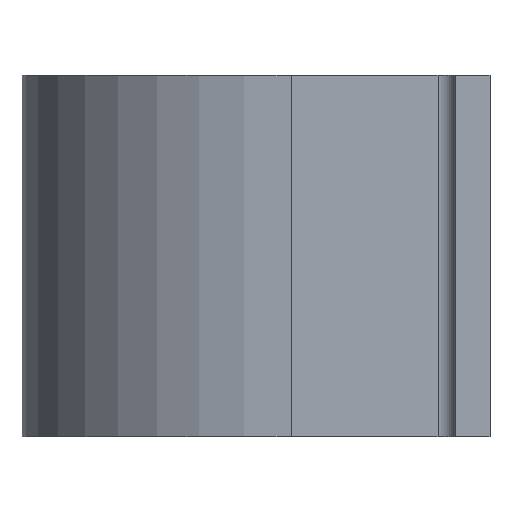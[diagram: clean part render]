
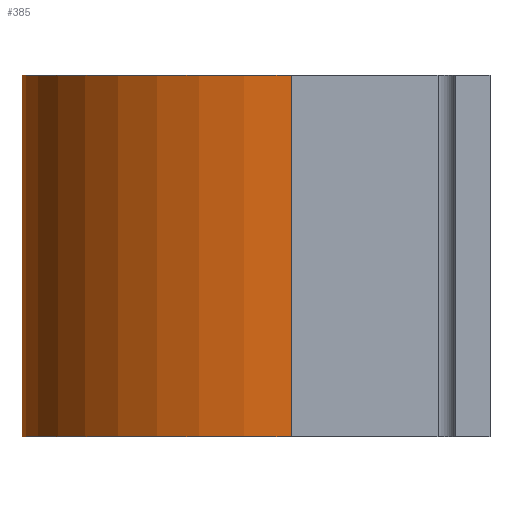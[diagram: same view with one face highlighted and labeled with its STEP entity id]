
A CAD part, left-side view. The second image highlights one B-rep face of the part: STEP entity #385.
In plain terms, the highlighted cylindrical face has radius 11.836 mm (diameter 23.673 mm), a partial arc.
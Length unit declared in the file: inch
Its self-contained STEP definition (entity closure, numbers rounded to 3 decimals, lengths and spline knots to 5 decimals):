
#4 = CARTESIAN_POINT ( 'NONE',  ( 0.721, 0.344, 0.3125 ) ) ;
#9 = CIRCLE ( 'NONE', #308, 0.466 ) ;
#10 = CARTESIAN_POINT ( 'NONE',  ( 0.721, 0.344, 0.3125 ) ) ;
#27 = AXIS2_PLACEMENT_3D ( 'NONE', #125, #51, #450 ) ;
#39 = VECTOR ( 'NONE', #96, 39.37008 ) ;
#49 = LINE ( 'NONE', #4, #39 ) ;
#50 = EDGE_CURVE ( 'NONE', #304, #368, #49, .T. ) ;
#51 = DIRECTION ( 'NONE',  ( 0., 0., -1. ) ) ;
#60 = CARTESIAN_POINT ( 'NONE',  ( 0.721, 0.344, -0.3125 ) ) ;
#61 = CARTESIAN_POINT ( 'NONE',  ( 1.187, 0.344, 0.3125 ) ) ;
#83 = DIRECTION ( 'NONE',  ( 1., 0., 0. ) ) ;
#96 = DIRECTION ( 'NONE',  ( 0., 0., -1. ) ) ;
#109 = EDGE_CURVE ( 'NONE', #304, #313, #9, .T. ) ;
#125 = CARTESIAN_POINT ( 'NONE',  ( 1.187, 0.344, -0.3125 ) ) ;
#127 = DIRECTION ( 'NONE',  ( 0., 0., -1. ) ) ;
#131 = CARTESIAN_POINT ( 'NONE',  ( 1.187, 0.344, 0.3125 ) ) ;
#177 = CYLINDRICAL_SURFACE ( 'NONE', #498, 0.466 ) ;
#191 = FACE_OUTER_BOUND ( 'NONE', #373, .T. ) ;
#194 = ORIENTED_EDGE ( 'NONE', *, *, #50, .F. ) ;
#221 = VECTOR ( 'NONE', #245, 39.37008 ) ;
#228 = LINE ( 'NONE', #531, #221 ) ;
#239 = EDGE_CURVE ( 'NONE', #368, #520, #276, .T. ) ;
#240 = ORIENTED_EDGE ( 'NONE', *, *, #239, .F. ) ;
#245 = DIRECTION ( 'NONE',  ( 0., 0., -1. ) ) ;
#271 = ORIENTED_EDGE ( 'NONE', *, *, #302, .T. ) ;
#276 = CIRCLE ( 'NONE', #27, 0.466 ) ;
#302 = EDGE_CURVE ( 'NONE', #313, #520, #228, .T. ) ;
#304 = VERTEX_POINT ( 'NONE', #10 ) ;
#308 = AXIS2_PLACEMENT_3D ( 'NONE', #131, #127, #83 ) ;
#313 = VERTEX_POINT ( 'NONE', #341 ) ;
#341 = CARTESIAN_POINT ( 'NONE',  ( 1.653, 0.344, 0.3125 ) ) ;
#368 = VERTEX_POINT ( 'NONE', #60 ) ;
#373 = EDGE_LOOP ( 'NONE', ( #240, #194, #379, #271 ) ) ;
#379 = ORIENTED_EDGE ( 'NONE', *, *, #109, .T. ) ;
#385 = ADVANCED_FACE ( 'NONE', ( #191 ), #177, .T. ) ;
#430 = DIRECTION ( 'NONE',  ( -1., 0., 0. ) ) ;
#450 = DIRECTION ( 'NONE',  ( 1., 0., 0. ) ) ;
#498 = AXIS2_PLACEMENT_3D ( 'NONE', #61, #500, #430 ) ;
#500 = DIRECTION ( 'NONE',  ( 0., 0., -1. ) ) ;
#513 = CARTESIAN_POINT ( 'NONE',  ( 1.653, 0.344, -0.3125 ) ) ;
#520 = VERTEX_POINT ( 'NONE', #513 ) ;
#531 = CARTESIAN_POINT ( 'NONE',  ( 1.653, 0.344, 0.3125 ) ) ;
